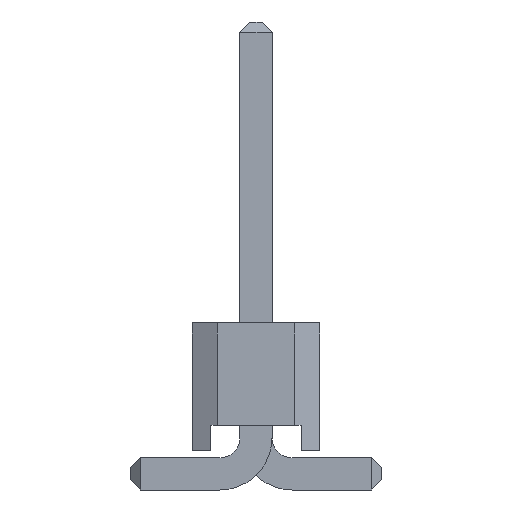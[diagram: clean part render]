
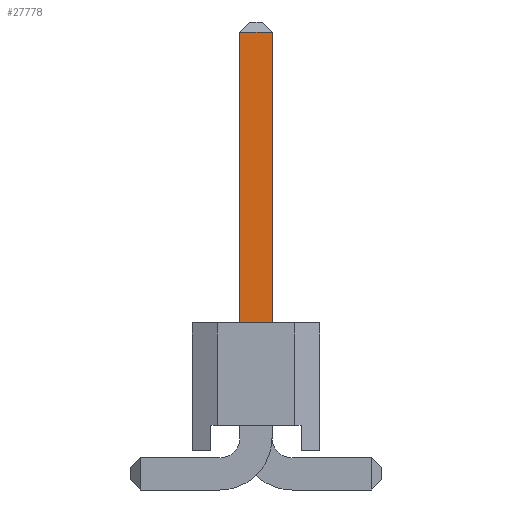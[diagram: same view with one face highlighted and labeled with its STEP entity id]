
A CAD part, left-side view. The second image highlights one B-rep face of the part: STEP entity #27778.
In plain terms, the highlighted planar face has unit normal (-1, 0, 0).
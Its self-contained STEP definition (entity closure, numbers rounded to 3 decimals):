
#5808=ORIENTED_EDGE('',*,*,#7999,.F.);
#5809=ORIENTED_EDGE('',*,*,#8608,.F.);
#5810=ORIENTED_EDGE('',*,*,#8601,.T.);
#5811=ORIENTED_EDGE('',*,*,#8609,.F.);
#7999=EDGE_CURVE('',#10043,#10044,#12429,.T.);
#8601=EDGE_CURVE('',#10380,#10379,#13031,.T.);
#8608=EDGE_CURVE('',#10380,#10043,#13038,.T.);
#8609=EDGE_CURVE('',#10044,#10379,#13039,.T.);
#10043=VERTEX_POINT('',#38537);
#10044=VERTEX_POINT('',#38539);
#10379=VERTEX_POINT('',#39773);
#10380=VERTEX_POINT('',#39777);
#12429=LINE('',#38538,#15087);
#13031=LINE('',#39776,#15689);
#13038=LINE('',#39789,#15696);
#13039=LINE('',#39791,#15697);
#15087=VECTOR('',#32909,1000.);
#15689=VECTOR('',#34111,1000.);
#15696=VECTOR('',#34126,1000.);
#15697=VECTOR('',#34129,1000.);
#16856=EDGE_LOOP('',(#5808,#5809,#5810,#5811));
#18016=FACE_BOUND('',#16856,.T.);
#19040=PLANE('',#29013);
#27778=ADVANCED_FACE('',(#18016),#19040,.T.);
#29013=AXIS2_PLACEMENT_3D('',#39790,#34127,#34128);
#32909=DIRECTION('',(0.,1.,0.));
#34111=DIRECTION('',(0.,1.,0.));
#34126=DIRECTION('',(0.,0.,-1.));
#34127=DIRECTION('',(-1.,0.,0.));
#34128=DIRECTION('',(0.,0.,1.));
#34129=DIRECTION('',(0.,0.,1.));
#38537=CARTESIAN_POINT('',(-42.23,-0.32,1.27));
#38538=CARTESIAN_POINT('',(-42.23,-0.32,1.27));
#38539=CARTESIAN_POINT('',(-42.23,0.32,1.27));
#39773=CARTESIAN_POINT('',(-42.23,0.32,7.07));
#39776=CARTESIAN_POINT('',(-42.23,0.32,7.07));
#39777=CARTESIAN_POINT('',(-42.23,-0.32,7.07));
#39789=CARTESIAN_POINT('',(-42.23,-0.32,-1.02));
#39790=CARTESIAN_POINT('',(-42.23,0.72,-1.02));
#39791=CARTESIAN_POINT('',(-42.23,0.32,-1.02));
